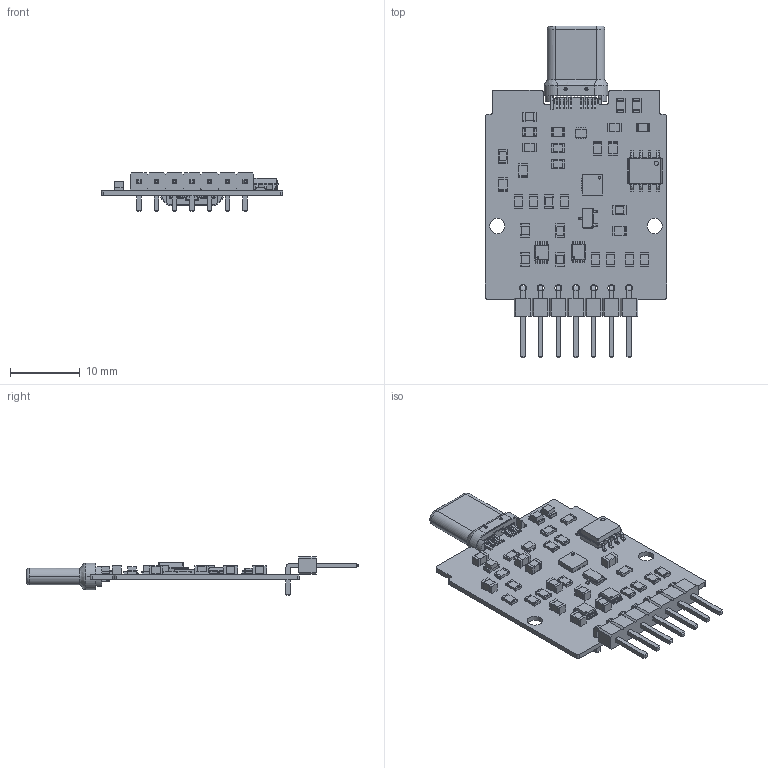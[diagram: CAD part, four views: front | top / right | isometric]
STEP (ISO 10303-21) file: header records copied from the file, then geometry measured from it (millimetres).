
FILE_DESCRIPTION(('KiCad electronic assembly'),'2;1');
FILE_NAME('usb-c serieal kicad.step','2025-09-03T15:01:34',('Pcbnew'),( 'Kicad'),'Open CASCADE STEP processor 7.9','KiCad to STEP converter' ,'Unknown');
FILE_SCHEMA(('AUTOMOTIVE_DESIGN { 1 0 10303 214 1 1 1 1 }'));
Length unit declared in the file: millimetre
Products named in the file (15): usb-c serieal kicad 1; LED_0805_2012Metric; C_0805_2012Metric; R_0805_2012Metric; VSSOP-8_2.3x2mm_P0.5mm; PinHeader_1x07_P2.54mm_Horizontal; 1054440011; SOLID; COMPOUND; L_0805_2012Metric; SOIC-8_3.9x4.9mm_P1.27mm; SOT-666; TSOT-23; cp2102n-a02-gqfn20; usb-c serieal kicad_PCB
Assembly tree (40 placements, depth 3):
  usb-c serieal kicad 1
    LED_0805_2012Metric  x3
    C_0805_2012Metric  x9
    R_0805_2012Metric  x16
    VSSOP-8_2.3x2mm_P0.5mm  x2
    PinHeader_1x07_P2.54mm_Horizontal
    1054440011
      SOLID
      COMPOUND
    L_0805_2012Metric
    SOIC-8_3.9x4.9mm_P1.27mm
    SOT-666
    TSOT-23
    cp2102n-a02-gqfn20
    usb-c serieal kicad_PCB
Bounding box: 26 x 47.65 x 5.54 mm (x, y, z)
Volume: 960.6 mm3; surface area: 2867.6 mm2
Topology: 38 solids, 38 shells, 2452 faces, 6559 edges, 4384 vertices
Faces by surface type: plane 1823, cylinder 517, bspline 88, torus 16, cone 8
Full cylindrical faces by diameter (mm): 1 x7, 2.2 x2
Entity records: 57601 total; most frequent: CARTESIAN_POINT 10242, ORIENTED_EDGE 8414, DIRECTION 7887, EDGE_CURVE 4208, LINE 3623, VECTOR 3623, VERTEX_POINT 2727, AXIS2_PLACEMENT_3D 2132
